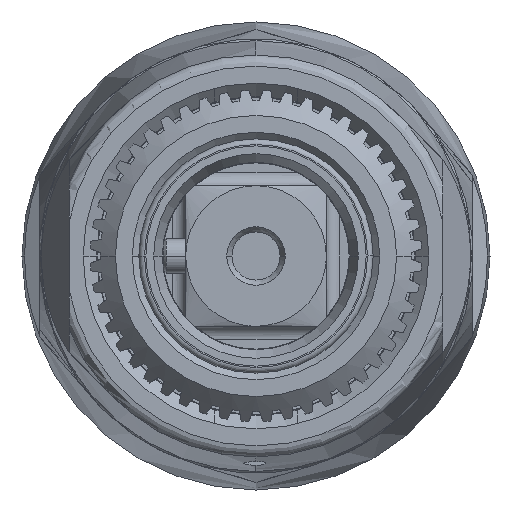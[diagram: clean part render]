
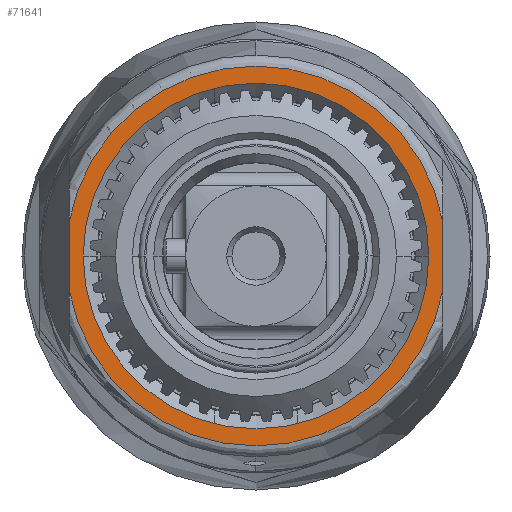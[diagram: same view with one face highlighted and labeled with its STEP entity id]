
A CAD part, left-side view. The second image highlights one B-rep face of the part: STEP entity #71641.
In plain terms, the highlighted planar face has unit normal (-1, 0, 0).
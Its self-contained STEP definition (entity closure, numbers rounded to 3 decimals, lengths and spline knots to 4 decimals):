
#71231=CARTESIAN_POINT('',(-5.4919,0.,0.));
#71232=DIRECTION('',(-1.,0.,0.));
#71233=DIRECTION('',(0.,1.,0.));
#71234=AXIS2_PLACEMENT_3D('',#71231,#71232,#71233);
#71236=CARTESIAN_POINT('',(-5.4919,0.,0.));
#71237=DIRECTION('',(-1.,0.,0.));
#71238=DIRECTION('',(0.,-1.,0.));
#71239=AXIS2_PLACEMENT_3D('',#71236,#71237,#71238);
#71241=DIRECTION('',(0.,0.,-1.));
#71242=VECTOR('',#71241,0.36);
#71243=CARTESIAN_POINT('',(-5.4919,0.9975,0.18));
#71244=LINE('',#71243,#71242);
#71245=DIRECTION('',(0.,0.,-1.));
#71246=VECTOR('',#71245,0.36);
#71247=CARTESIAN_POINT('',(-5.4919,-0.9975,0.18));
#71248=LINE('',#71247,#71246);
#71249=CARTESIAN_POINT('',(-5.4919,0.,0.));
#71250=DIRECTION('',(-1.,0.,0.));
#71251=DIRECTION('',(0.,0.984,-0.178));
#71252=AXIS2_PLACEMENT_3D('',#71249,#71250,#71251);
#71328=CARTESIAN_POINT('',(-5.4919,0.,0.));
#71329=DIRECTION('',(-1.,0.,0.));
#71330=DIRECTION('',(0.,-0.984,0.178));
#71331=AXIS2_PLACEMENT_3D('',#71328,#71329,#71330);
#71566=CARTESIAN_POINT('',(-5.4919,0.9975,0.18));
#71567=CARTESIAN_POINT('',(-5.4919,0.9975,-0.18));
#71568=VERTEX_POINT('',#71566);
#71569=VERTEX_POINT('',#71567);
#71574=CARTESIAN_POINT('',(-5.4919,0.9225,0.));
#71575=CARTESIAN_POINT('',(-5.4919,-0.9225,0.));
#71576=VERTEX_POINT('',#71574);
#71577=VERTEX_POINT('',#71575);
#71600=CARTESIAN_POINT('',(-5.4919,-0.9975,0.18));
#71601=CARTESIAN_POINT('',(-5.4919,-0.9975,-0.18));
#71602=VERTEX_POINT('',#71600);
#71603=VERTEX_POINT('',#71601);
#71620=CARTESIAN_POINT('',(-5.4919,0.,0.));
#71621=DIRECTION('',(1.,0.,0.));
#71622=DIRECTION('',(0.,-1.,0.));
#71623=AXIS2_PLACEMENT_3D('',#71620,#71621,#71622);
#71624=PLANE('',#71623);
#71626=ORIENTED_EDGE('',*,*,#71625,.F.);
#71628=ORIENTED_EDGE('',*,*,#71627,.F.);
#71630=ORIENTED_EDGE('',*,*,#71629,.T.);
#71632=ORIENTED_EDGE('',*,*,#71631,.F.);
#71633=EDGE_LOOP('',(#71626,#71628,#71630,#71632));
#71634=FACE_OUTER_BOUND('',#71633,.F.);
#71636=ORIENTED_EDGE('',*,*,#71635,.T.);
#71638=ORIENTED_EDGE('',*,*,#71637,.T.);
#71639=EDGE_LOOP('',(#71636,#71638));
#71640=FACE_BOUND('',#71639,.F.);
#71641=ADVANCED_FACE('',(#71634,#71640),#71624,.F.);
#71235=CIRCLE('',#71234,0.9225);
#71240=CIRCLE('',#71239,0.9225);
#71253=CIRCLE('',#71252,1.0136);
#71332=CIRCLE('',#71331,1.0136);
#71625=EDGE_CURVE('',#71568,#71569,#71244,.T.);
#71627=EDGE_CURVE('',#71602,#71568,#71332,.T.);
#71629=EDGE_CURVE('',#71602,#71603,#71248,.T.);
#71631=EDGE_CURVE('',#71569,#71603,#71253,.T.);
#71635=EDGE_CURVE('',#71576,#71577,#71235,.T.);
#71637=EDGE_CURVE('',#71577,#71576,#71240,.T.);
